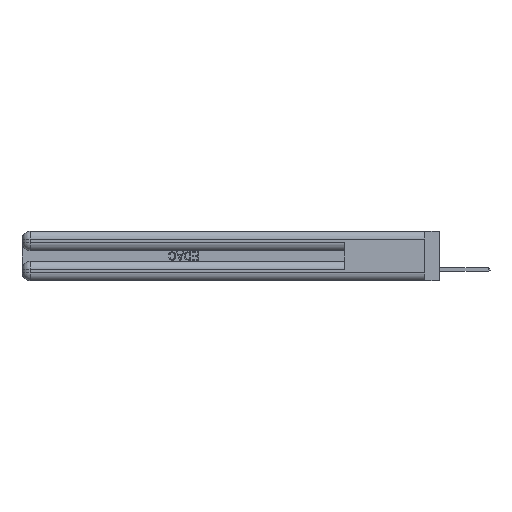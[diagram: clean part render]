
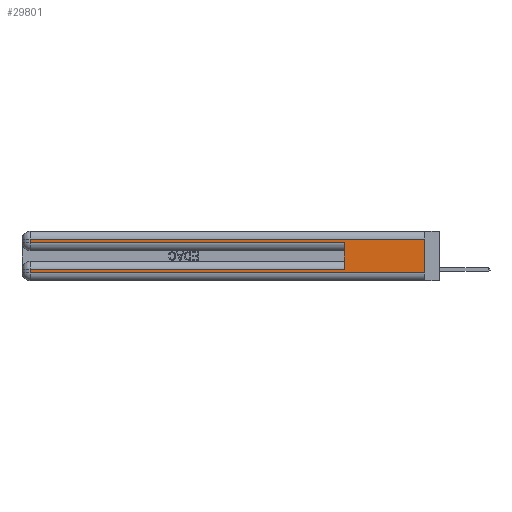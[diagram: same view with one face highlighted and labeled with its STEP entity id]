
A CAD part, left-side view. The second image highlights one B-rep face of the part: STEP entity #29801.
In plain terms, the highlighted planar face has unit normal (-1, 0, 0).
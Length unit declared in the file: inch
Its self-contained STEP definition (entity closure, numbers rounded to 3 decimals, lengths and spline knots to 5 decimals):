
#503 = CARTESIAN_POINT ( 'NONE',  ( 0., 2.94, 0.37 ) ) ;
#1642 = ORIENTED_EDGE ( 'NONE', *, *, #5671, .F. ) ;
#1923 = VERTEX_POINT ( 'NONE', #38855 ) ;
#3808 = FACE_OUTER_BOUND ( 'NONE', #4573, .T. ) ;
#3959 = DIRECTION ( 'NONE',  ( 0., 0., -1. ) ) ;
#4573 = EDGE_LOOP ( 'NONE', ( #1642, #33734, #36693, #36155, #32759, #18905, #23585, #8068 ) ) ;
#4595 = CARTESIAN_POINT ( 'NONE',  ( 0., 2.94, 0.37 ) ) ;
#5671 = EDGE_CURVE ( 'NONE', #31965, #15668, #10808, .T. ) ;
#7761 = VERTEX_POINT ( 'NONE', #24977 ) ;
#8068 = ORIENTED_EDGE ( 'NONE', *, *, #38802, .T. ) ;
#8774 = DIRECTION ( 'NONE',  ( 0., -1., 0. ) ) ;
#8846 = EDGE_CURVE ( 'NONE', #9372, #42718, #21530, .T. ) ;
#9372 = VERTEX_POINT ( 'NONE', #24749 ) ;
#10118 = VERTEX_POINT ( 'NONE', #32599 ) ;
#10161 = VECTOR ( 'NONE', #8774, 39.37008 ) ;
#10693 = DIRECTION ( 'NONE',  ( 0., -1., 0. ) ) ;
#10808 = LINE ( 'NONE', #27413, #13027 ) ;
#11385 = LINE ( 'NONE', #503, #17388 ) ;
#12826 = LINE ( 'NONE', #41062, #26429 ) ;
#13027 = VECTOR ( 'NONE', #34019, 39.37008 ) ;
#13680 = DIRECTION ( 'NONE',  ( 0., 0., 1. ) ) ;
#14631 = DIRECTION ( 'NONE',  ( 0., 0., -1. ) ) ;
#15668 = VERTEX_POINT ( 'NONE', #26432 ) ;
#17388 = VECTOR ( 'NONE', #3959, 39.37008 ) ;
#18254 = CARTESIAN_POINT ( 'NONE',  ( 0., 0., 0.31 ) ) ;
#18789 = EDGE_CURVE ( 'NONE', #31965, #1923, #28237, .T. ) ;
#18868 = CARTESIAN_POINT ( 'NONE',  ( 0., 2.94, 0.085 ) ) ;
#18905 = ORIENTED_EDGE ( 'NONE', *, *, #33116, .T. ) ;
#20045 = VECTOR ( 'NONE', #42475, 39.37008 ) ;
#20494 = CARTESIAN_POINT ( 'NONE',  ( 0., 0., 0.31 ) ) ;
#20949 = EDGE_CURVE ( 'NONE', #26786, #10118, #42208, .T. ) ;
#21054 = PLANE ( 'NONE',  #30905 ) ;
#21530 = LINE ( 'NONE', #26403, #10161 ) ;
#22326 = VECTOR ( 'NONE', #38080, 39.37008 ) ;
#22388 = CARTESIAN_POINT ( 'NONE',  ( 0., 0.6, 0.285 ) ) ;
#23206 = EDGE_CURVE ( 'NONE', #7761, #42718, #12826, .T. ) ;
#23585 = ORIENTED_EDGE ( 'NONE', *, *, #20949, .T. ) ;
#24509 = CARTESIAN_POINT ( 'NONE',  ( 0., 0., 0.085 ) ) ;
#24749 = CARTESIAN_POINT ( 'NONE',  ( 0., 2.94, 0.285 ) ) ;
#24977 = CARTESIAN_POINT ( 'NONE',  ( 0., 0.6, 0.085 ) ) ;
#26403 = CARTESIAN_POINT ( 'NONE',  ( 0., 0., 0.285 ) ) ;
#26429 = VECTOR ( 'NONE', #13680, 39.37008 ) ;
#26432 = CARTESIAN_POINT ( 'NONE',  ( 0., 0., 0.06 ) ) ;
#26786 = VERTEX_POINT ( 'NONE', #18868 ) ;
#27413 = CARTESIAN_POINT ( 'NONE',  ( 0., 0., 0.37 ) ) ;
#28237 = LINE ( 'NONE', #18254, #20045 ) ;
#28827 = EDGE_CURVE ( 'NONE', #1923, #9372, #11385, .T. ) ;
#29801 = ADVANCED_FACE ( 'NONE', ( #3808 ), #21054, .F. ) ;
#30897 = VECTOR ( 'NONE', #39570, 39.37008 ) ;
#30905 = AXIS2_PLACEMENT_3D ( 'NONE', #31602, #31881, #14631 ) ;
#31143 = VECTOR ( 'NONE', #10693, 39.37008 ) ;
#31163 = CARTESIAN_POINT ( 'NONE',  ( 0., 0., 0.06 ) ) ;
#31508 = LINE ( 'NONE', #24509, #22326 ) ;
#31602 = CARTESIAN_POINT ( 'NONE',  ( 0., 0., 0.37 ) ) ;
#31881 = DIRECTION ( 'NONE',  ( 1., 0., 0. ) ) ;
#31965 = VERTEX_POINT ( 'NONE', #20494 ) ;
#32599 = CARTESIAN_POINT ( 'NONE',  ( 0., 2.94, 0.06 ) ) ;
#32759 = ORIENTED_EDGE ( 'NONE', *, *, #23206, .F. ) ;
#33116 = EDGE_CURVE ( 'NONE', #7761, #26786, #31508, .T. ) ;
#33734 = ORIENTED_EDGE ( 'NONE', *, *, #18789, .T. ) ;
#34019 = DIRECTION ( 'NONE',  ( 0., 0., -1. ) ) ;
#36155 = ORIENTED_EDGE ( 'NONE', *, *, #8846, .T. ) ;
#36693 = ORIENTED_EDGE ( 'NONE', *, *, #28827, .T. ) ;
#38080 = DIRECTION ( 'NONE',  ( 0., 1., 0. ) ) ;
#38176 = LINE ( 'NONE', #31163, #31143 ) ;
#38802 = EDGE_CURVE ( 'NONE', #10118, #15668, #38176, .T. ) ;
#38855 = CARTESIAN_POINT ( 'NONE',  ( 0., 2.94, 0.31 ) ) ;
#39570 = DIRECTION ( 'NONE',  ( 0., 0., -1. ) ) ;
#41062 = CARTESIAN_POINT ( 'NONE',  ( 0., 0.6, 0.145 ) ) ;
#42208 = LINE ( 'NONE', #4595, #30897 ) ;
#42475 = DIRECTION ( 'NONE',  ( 0., 1., 0. ) ) ;
#42718 = VERTEX_POINT ( 'NONE', #22388 ) ;
